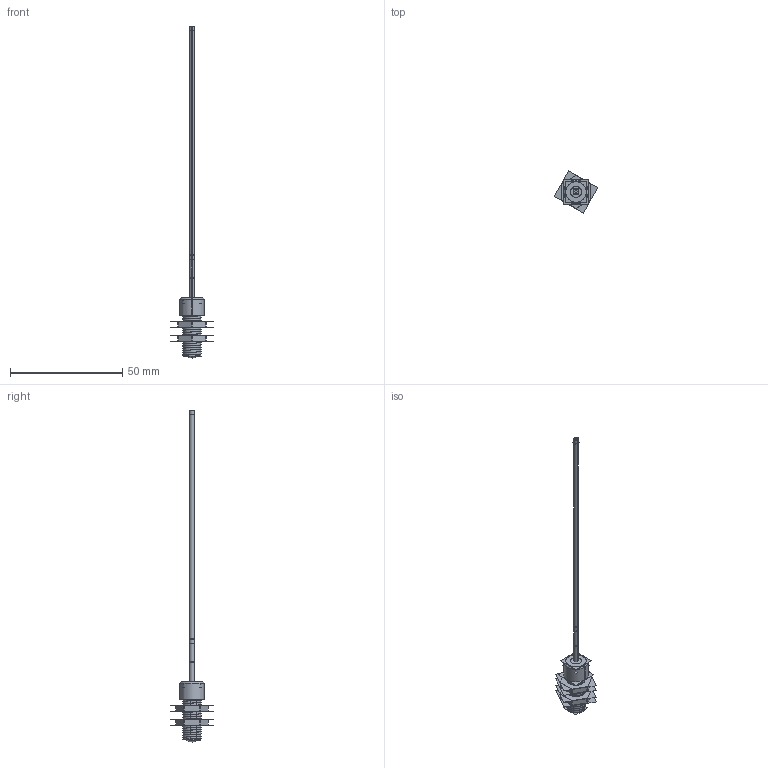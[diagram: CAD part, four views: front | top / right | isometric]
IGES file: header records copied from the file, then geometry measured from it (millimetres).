
Start section:  PTC IGES file: 193400.igs
Global section: file name: 193400.igs; native system: Creo Parametric by Parametric Technology Corporation; preprocessor: 2013230; author: PDMAdmin; organization: Unknown; date: 20160323.092438; units: millimetre
Bounding box: 19.55 x 18.91 x 147.72 mm (x, y, z)
Volume: 2350.3 mm3; surface area: 35240.8 mm2
Topology: 7 solids, 11 shells, 318 faces, 1648 edges, 2114 vertices
Faces by surface type: revolution 192, bspline 126
